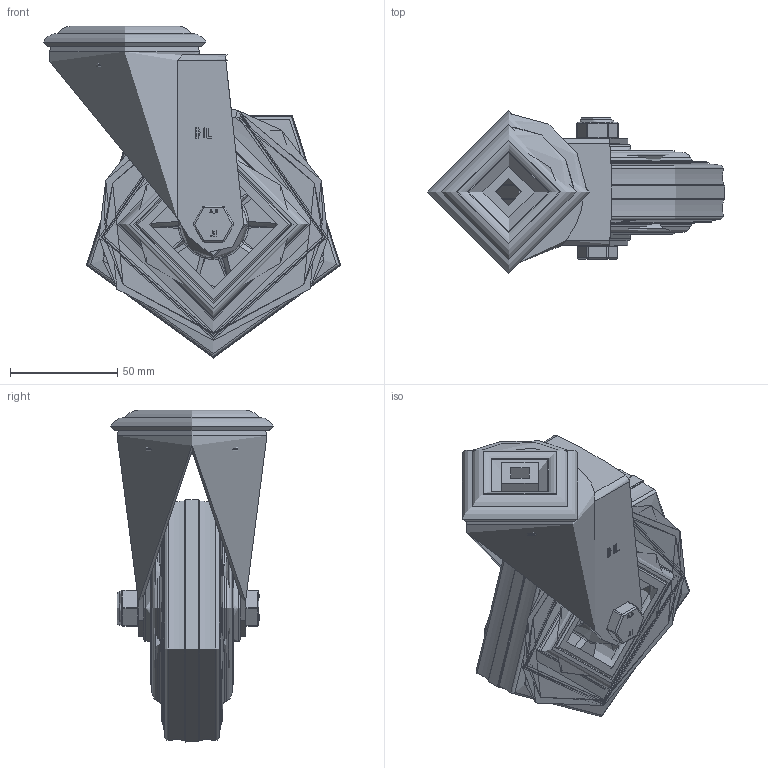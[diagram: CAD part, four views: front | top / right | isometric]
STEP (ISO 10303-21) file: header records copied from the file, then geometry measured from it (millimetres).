
FILE_DESCRIPTION(/* description */ (''),/* implementation_level */ '2;1');
FILE_NAME(/* name */ 'BZMM125GRBH12.step',/* time_stamp */ '2024-09-25T12:01:37+01:00',/* author */ (''),/* organization */ (''),/* preprocessor_version */ 'ST-DEVELOPER v20',/* originating_system */ 'Autodesk Translation Framework v13.20.0.188',/* authorisation */ '');
FILE_SCHEMA (('AUTOMOTIVE_DESIGN { 1 0 10303 214 3 1 1 }'));
Length unit declared in the file: millimetre
Products named in the file (15): BZMM125GRBH12; BZMM125ASBH12 v1; ZINC PLATED, PRESSED STEEL HEAD; ZINC PLATED, PRESSED STEEL FORKS; BZMM125WGR v1; RUBBER TYRE; POLYPROPYLENE RIM; TUBEM15X45 v1; ZINC PLATED, STEEL TUBE; HEXBOLTM10X60Z8.8 v2; GRADE 8.8 ZINC PLATED BOLT; NYLOCM10Z v1; NYLOC NUT; RUBBER; NUT
Assembly tree (14 placements, depth 4):
  BZMM125GRBH12
    BZMM125ASBH12 v1
      ZINC PLATED, PRESSED STEEL HEAD
      ZINC PLATED, PRESSED STEEL FORKS
    BZMM125WGR v1
      RUBBER TYRE
      POLYPROPYLENE RIM
    TUBEM15X45 v1
      ZINC PLATED, STEEL TUBE
    HEXBOLTM10X60Z8.8 v2
      GRADE 8.8 ZINC PLATED BOLT
    NYLOCM10Z v1
      NYLOC NUT
        RUBBER
        NUT
Bounding box: 138.94 x 76 x 155 mm (x, y, z)
Volume: 392435.6 mm3; surface area: 129399.6 mm2
Topology: 8 solids, 8 shells, 657 faces, 1546 edges, 923 vertices
Faces by surface type: bspline 220, plane 139, cylinder 116, torus 83, sphere 58, cone 41
Full cylindrical faces by diameter (mm): 8.141 x19, 9.85 x20, 10 x3, 10.2 x3, 12 x2, 12.2 x1, 14.95 x1, 15.2 x1, 15.5 x1, 16 x1, 21.313 x1, 24 x3, 31 x2, 38 x1, 49.5 x1, 60 x2, 65 x1, 67.5 x2, 70 x1, 72 x1, 72.5 x4, 125 x1
Entity records: 61111 total; most frequent: CARTESIAN_POINT 46893, ORIENTED_EDGE 3060, DIRECTION 2594, EDGE_CURVE 1530, AXIS2_PLACEMENT_3D 1091, VERTEX_POINT 923, EDGE_LOOP 709, FACE_OUTER_BOUND 657
